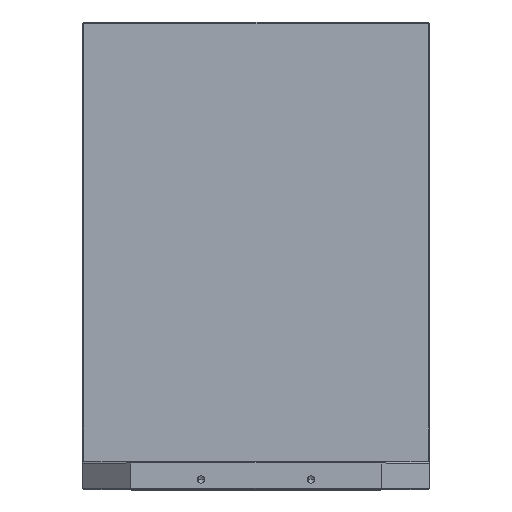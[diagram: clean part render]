
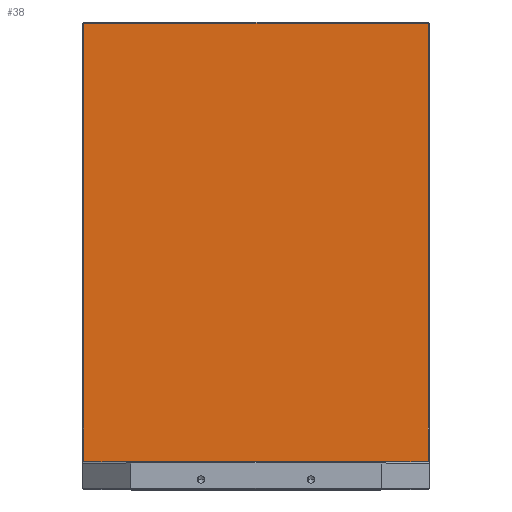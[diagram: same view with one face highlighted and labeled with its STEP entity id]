
A CAD part, top view. The second image highlights one B-rep face of the part: STEP entity #38.
In plain terms, the highlighted planar face has unit normal (0, 0, 1).
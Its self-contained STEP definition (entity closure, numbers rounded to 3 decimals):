
#38 = ADVANCED_FACE ( 'NONE', ( #4281 ), #7165, .F. ) ;
#466 = CARTESIAN_POINT ( 'NONE',  ( 313., 848., 125. ) ) ;
#584 = EDGE_LOOP ( 'NONE', ( #1469, #4269, #5578, #2475 ) ) ;
#619 = AXIS2_PLACEMENT_3D ( 'NONE', #5492, #6498, #3895 ) ;
#1193 = DIRECTION ( 'NONE',  ( -1., 0., 0. ) ) ;
#1358 = VERTEX_POINT ( 'NONE', #1912 ) ;
#1469 = ORIENTED_EDGE ( 'NONE', *, *, #6785, .T. ) ;
#1677 = LINE ( 'NONE', #5129, #3899 ) ;
#1711 = LINE ( 'NONE', #3925, #5594 ) ;
#1912 = CARTESIAN_POINT ( 'NONE',  ( -313., 848., 125. ) ) ;
#2022 = VERTEX_POINT ( 'NONE', #5573 ) ;
#2181 = EDGE_CURVE ( 'NONE', #1358, #5827, #4011, .T. ) ;
#2469 = VECTOR ( 'NONE', #6356, 1000. ) ;
#2475 = ORIENTED_EDGE ( 'NONE', *, *, #5380, .T. ) ;
#3175 = EDGE_CURVE ( 'NONE', #5827, #2022, #3648, .T. ) ;
#3648 = LINE ( 'NONE', #4082, #2469 ) ;
#3895 = DIRECTION ( 'NONE',  ( -1., 0., 0. ) ) ;
#3899 = VECTOR ( 'NONE', #3970, 1000. ) ;
#3925 = CARTESIAN_POINT ( 'NONE',  ( -315., 848., 125. ) ) ;
#3970 = DIRECTION ( 'NONE',  ( 0., 1., 0. ) ) ;
#4011 = LINE ( 'NONE', #6207, #6065 ) ;
#4082 = CARTESIAN_POINT ( 'NONE',  ( 315., 50., 125. ) ) ;
#4269 = ORIENTED_EDGE ( 'NONE', *, *, #2181, .T. ) ;
#4281 = FACE_OUTER_BOUND ( 'NONE', #584, .T. ) ;
#4572 = CARTESIAN_POINT ( 'NONE',  ( -313., 50., 125. ) ) ;
#4584 = DIRECTION ( 'NONE',  ( 0., -1., 0. ) ) ;
#5129 = CARTESIAN_POINT ( 'NONE',  ( 313., 850., 125. ) ) ;
#5380 = EDGE_CURVE ( 'NONE', #2022, #6012, #1677, .T. ) ;
#5492 = CARTESIAN_POINT ( 'NONE',  ( 315., 850., 125. ) ) ;
#5573 = CARTESIAN_POINT ( 'NONE',  ( 313., 50., 125. ) ) ;
#5578 = ORIENTED_EDGE ( 'NONE', *, *, #3175, .T. ) ;
#5594 = VECTOR ( 'NONE', #1193, 1000. ) ;
#5827 = VERTEX_POINT ( 'NONE', #4572 ) ;
#6012 = VERTEX_POINT ( 'NONE', #466 ) ;
#6065 = VECTOR ( 'NONE', #4584, 1000. ) ;
#6207 = CARTESIAN_POINT ( 'NONE',  ( -313., 850., 125. ) ) ;
#6356 = DIRECTION ( 'NONE',  ( 1., 0., 0. ) ) ;
#6498 = DIRECTION ( 'NONE',  ( 0., 0., -1. ) ) ;
#6785 = EDGE_CURVE ( 'NONE', #6012, #1358, #1711, .T. ) ;
#7165 = PLANE ( 'NONE',  #619 ) ;
